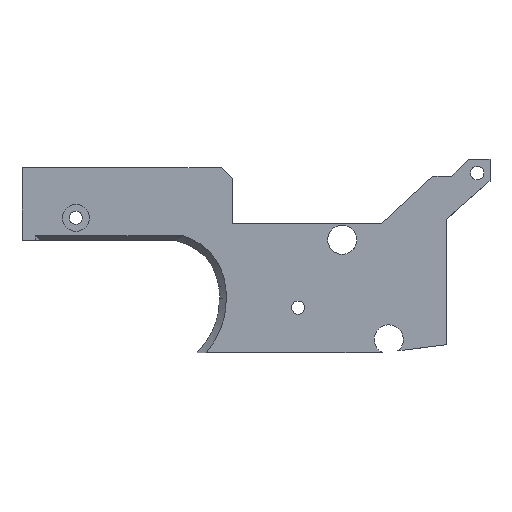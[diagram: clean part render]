
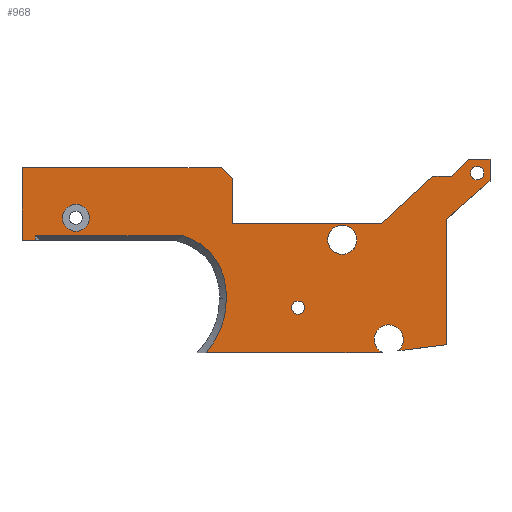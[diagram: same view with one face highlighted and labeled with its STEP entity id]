
A CAD part, top view. The second image highlights one B-rep face of the part: STEP entity #968.
In plain terms, the highlighted planar face has unit normal (0, 0, 1).
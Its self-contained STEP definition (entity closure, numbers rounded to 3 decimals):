
#20=FACE_BOUND('',#140,.T.);
#21=FACE_BOUND('',#141,.T.);
#22=FACE_BOUND('',#142,.T.);
#23=FACE_BOUND('',#143,.T.);
#29=B_SPLINE_CURVE_WITH_KNOTS('',3,(#1452,#1453,#1454,#1455,#1456,#1457,
#1458,#1459,#1460,#1461),.UNSPECIFIED.,.F.,.F.,(4,2,2,2,4),(-2.021,
-1.419,-0.85,-0.395,0.),
 .UNSPECIFIED.);
#30=B_SPLINE_CURVE_WITH_KNOTS('',3,(#1465,#1466,#1467,#1468,#1469,#1470,
#1471,#1472,#1473,#1474),.UNSPECIFIED.,.F.,.F.,(4,3,3,4),(-1.199,
-0.766,-0.569,-0.003),
 .UNSPECIFIED.);
#59=CIRCLE('',#1043,14.);
#60=CIRCLE('',#1044,3.25);
#61=CIRCLE('',#1045,1.45);
#62=CIRCLE('',#1046,3.);
#63=CIRCLE('',#1047,3.25);
#64=CIRCLE('',#1048,1.5);
#86=FACE_OUTER_BOUND('',#139,.T.);
#139=EDGE_LOOP('',(#679,#680,#681,#682,#683,#684,#685,#686,#687,#688,#689,
#690,#691,#692,#693,#694,#695,#696,#697,#698,#699,#700,#701));
#140=EDGE_LOOP('',(#702));
#141=EDGE_LOOP('',(#703));
#142=EDGE_LOOP('',(#704));
#143=EDGE_LOOP('',(#705));
#195=LINE('',#1374,#299);
#197=LINE('',#1378,#301);
#201=LINE('',#1387,#305);
#213=LINE('',#1417,#317);
#216=LINE('',#1425,#320);
#221=LINE('',#1440,#325);
#222=LINE('',#1442,#326);
#223=LINE('',#1444,#327);
#224=LINE('',#1446,#328);
#225=LINE('',#1448,#329);
#226=LINE('',#1450,#330);
#227=LINE('',#1476,#331);
#228=LINE('',#1480,#332);
#229=LINE('',#1482,#333);
#230=LINE('',#1484,#334);
#231=LINE('',#1486,#335);
#232=LINE('',#1488,#336);
#233=LINE('',#1489,#337);
#234=LINE('',#1490,#338);
#299=VECTOR('',#1111,10.);
#301=VECTOR('',#1115,10.);
#305=VECTOR('',#1121,10.);
#317=VECTOR('',#1143,10.);
#320=VECTOR('',#1150,10.);
#325=VECTOR('',#1165,10.);
#326=VECTOR('',#1166,10.);
#327=VECTOR('',#1167,1000.);
#328=VECTOR('',#1168,1000.);
#329=VECTOR('',#1169,1000.);
#330=VECTOR('',#1170,1000.);
#331=VECTOR('',#1173,1000.);
#332=VECTOR('',#1176,1000.);
#333=VECTOR('',#1177,10.);
#334=VECTOR('',#1178,1000.);
#335=VECTOR('',#1179,1000.);
#336=VECTOR('',#1180,10.);
#337=VECTOR('',#1181,1000.);
#338=VECTOR('',#1182,10.);
#402=VERTEX_POINT('',#1370);
#404=VERTEX_POINT('',#1373);
#405=VERTEX_POINT('',#1377);
#408=VERTEX_POINT('',#1385);
#409=VERTEX_POINT('',#1386);
#422=VERTEX_POINT('',#1416);
#425=VERTEX_POINT('',#1424);
#430=VERTEX_POINT('',#1439);
#431=VERTEX_POINT('',#1441);
#432=VERTEX_POINT('',#1443);
#433=VERTEX_POINT('',#1445);
#434=VERTEX_POINT('',#1447);
#435=VERTEX_POINT('',#1449);
#436=VERTEX_POINT('',#1451);
#437=VERTEX_POINT('',#1462);
#438=VERTEX_POINT('',#1464);
#439=VERTEX_POINT('',#1475);
#440=VERTEX_POINT('',#1477);
#441=VERTEX_POINT('',#1479);
#442=VERTEX_POINT('',#1481);
#443=VERTEX_POINT('',#1483);
#444=VERTEX_POINT('',#1485);
#445=VERTEX_POINT('',#1487);
#446=VERTEX_POINT('',#1491);
#447=VERTEX_POINT('',#1493);
#448=VERTEX_POINT('',#1495);
#449=VERTEX_POINT('',#1497);
#496=EDGE_CURVE('',#404,#402,#195,.T.);
#498=EDGE_CURVE('',#405,#404,#197,.T.);
#502=EDGE_CURVE('',#408,#409,#201,.T.);
#517=EDGE_CURVE('',#422,#408,#213,.T.);
#521=EDGE_CURVE('',#425,#422,#216,.T.);
#529=EDGE_CURVE('',#430,#402,#221,.T.);
#530=EDGE_CURVE('',#430,#431,#222,.T.);
#531=EDGE_CURVE('',#432,#431,#223,.T.);
#532=EDGE_CURVE('',#432,#433,#224,.T.);
#533=EDGE_CURVE('',#434,#433,#225,.T.);
#534=EDGE_CURVE('',#435,#434,#226,.T.);
#535=EDGE_CURVE('',#436,#435,#29,.F.);
#536=EDGE_CURVE('',#437,#436,#59,.T.);
#537=EDGE_CURVE('',#438,#437,#30,.T.);
#538=EDGE_CURVE('',#438,#439,#227,.T.);
#539=EDGE_CURVE('',#440,#439,#60,.T.);
#540=EDGE_CURVE('',#441,#440,#228,.T.);
#541=EDGE_CURVE('',#441,#442,#229,.T.);
#542=EDGE_CURVE('',#442,#443,#230,.T.);
#543=EDGE_CURVE('',#443,#444,#231,.T.);
#544=EDGE_CURVE('',#444,#445,#232,.T.);
#545=EDGE_CURVE('',#445,#425,#233,.T.);
#546=EDGE_CURVE('',#409,#405,#234,.T.);
#547=EDGE_CURVE('',#446,#446,#61,.T.);
#548=EDGE_CURVE('',#447,#447,#62,.T.);
#549=EDGE_CURVE('',#448,#448,#63,.T.);
#550=EDGE_CURVE('',#449,#449,#64,.T.);
#679=ORIENTED_EDGE('',*,*,#496,.T.);
#680=ORIENTED_EDGE('',*,*,#529,.F.);
#681=ORIENTED_EDGE('',*,*,#530,.T.);
#682=ORIENTED_EDGE('',*,*,#531,.F.);
#683=ORIENTED_EDGE('',*,*,#532,.T.);
#684=ORIENTED_EDGE('',*,*,#533,.F.);
#685=ORIENTED_EDGE('',*,*,#534,.F.);
#686=ORIENTED_EDGE('',*,*,#535,.F.);
#687=ORIENTED_EDGE('',*,*,#536,.F.);
#688=ORIENTED_EDGE('',*,*,#537,.F.);
#689=ORIENTED_EDGE('',*,*,#538,.T.);
#690=ORIENTED_EDGE('',*,*,#539,.F.);
#691=ORIENTED_EDGE('',*,*,#540,.F.);
#692=ORIENTED_EDGE('',*,*,#541,.T.);
#693=ORIENTED_EDGE('',*,*,#542,.T.);
#694=ORIENTED_EDGE('',*,*,#543,.T.);
#695=ORIENTED_EDGE('',*,*,#544,.T.);
#696=ORIENTED_EDGE('',*,*,#545,.T.);
#697=ORIENTED_EDGE('',*,*,#521,.T.);
#698=ORIENTED_EDGE('',*,*,#517,.T.);
#699=ORIENTED_EDGE('',*,*,#502,.T.);
#700=ORIENTED_EDGE('',*,*,#546,.T.);
#701=ORIENTED_EDGE('',*,*,#498,.T.);
#702=ORIENTED_EDGE('',*,*,#547,.F.);
#703=ORIENTED_EDGE('',*,*,#548,.T.);
#704=ORIENTED_EDGE('',*,*,#549,.F.);
#705=ORIENTED_EDGE('',*,*,#550,.T.);
#930=PLANE('',#1042);
#968=ADVANCED_FACE('',(#86,#20,#21,#22,#23),#930,.T.);
#1042=AXIS2_PLACEMENT_3D('',#1438,#1163,#1164);
#1043=AXIS2_PLACEMENT_3D('',#1463,#1171,#1172);
#1044=AXIS2_PLACEMENT_3D('',#1478,#1174,#1175);
#1045=AXIS2_PLACEMENT_3D('',#1492,#1183,#1184);
#1046=AXIS2_PLACEMENT_3D('',#1494,#1185,#1186);
#1047=AXIS2_PLACEMENT_3D('',#1496,#1187,#1188);
#1048=AXIS2_PLACEMENT_3D('',#1498,#1189,#1190);
#1111=DIRECTION('',(-0.707,0.707,0.));
#1115=DIRECTION('',(0.,1.,0.));
#1121=DIRECTION('',(-0.736,-0.677,0.));
#1143=DIRECTION('',(-1.,0.,0.));
#1150=DIRECTION('',(-0.719,-0.695,0.));
#1163=DIRECTION('center_axis',(0.,0.,1.));
#1164=DIRECTION('ref_axis',(1.,0.,0.));
#1165=DIRECTION('',(1.,0.,0.));
#1166=DIRECTION('',(-1.,0.,0.));
#1167=DIRECTION('',(0.,1.,0.));
#1168=DIRECTION('',(1.,0.,0.));
#1169=DIRECTION('',(0.,-1.,0.));
#1170=DIRECTION('',(-1.,0.,0.));
#1171=DIRECTION('center_axis',(0.,0.,1.));
#1172=DIRECTION('ref_axis',(0.,1.,0.));
#1173=DIRECTION('',(1.,0.,0.));
#1174=DIRECTION('center_axis',(0.,0.,1.));
#1175=DIRECTION('ref_axis',(1.,0.,0.));
#1176=DIRECTION('',(-0.992,-0.126,0.));
#1177=DIRECTION('',(0.,1.,0.));
#1178=DIRECTION('',(0.751,0.66,0.));
#1179=DIRECTION('',(0.,1.,0.));
#1180=DIRECTION('',(-1.,0.,0.));
#1181=DIRECTION('',(-0.707,-0.707,0.));
#1182=DIRECTION('',(-1.,0.,0.));
#1183=DIRECTION('center_axis',(0.,0.,1.));
#1184=DIRECTION('ref_axis',(1.,0.,0.));
#1185=DIRECTION('center_axis',(0.,0.,-1.));
#1186=DIRECTION('ref_axis',(1.,0.,0.));
#1187=DIRECTION('center_axis',(0.,0.,1.));
#1188=DIRECTION('ref_axis',(1.,0.,0.));
#1189=DIRECTION('center_axis',(0.,0.,-1.));
#1190=DIRECTION('ref_axis',(-1.,0.,0.));
#1370=CARTESIAN_POINT('',(45.337,16.18,12.));
#1373=CARTESIAN_POINT('',(47.837,13.68,12.));
#1374=CARTESIAN_POINT('',(51.61,9.907,12.));
#1377=CARTESIAN_POINT('',(47.837,3.701,12.));
#1378=CARTESIAN_POINT('',(47.837,0.601,12.));
#1385=CARTESIAN_POINT('',(92.5,14.26,12.));
#1386=CARTESIAN_POINT('',(81.007,3.701,12.));
#1387=CARTESIAN_POINT('',(70.174,-6.252,12.));
#1416=CARTESIAN_POINT('',(96.696,14.26,12.));
#1417=CARTESIAN_POINT('',(69.625,14.26,12.));
#1424=CARTESIAN_POINT('',(98.68,16.18,12.));
#1425=CARTESIAN_POINT('',(80.108,-1.792,12.));
#1438=CARTESIAN_POINT('Origin',(46.75,-2.5,12.));
#1439=CARTESIAN_POINT('',(2.96,16.18,12.));
#1440=CARTESIAN_POINT('',(48.481,16.18,12.));
#1441=CARTESIAN_POINT('',(1.,16.18,12.));
#1442=CARTESIAN_POINT('',(20.434,16.18,12.));
#1443=CARTESIAN_POINT('',(1.,0.,12.));
#1444=CARTESIAN_POINT('',(1.,-29.,12.));
#1445=CARTESIAN_POINT('',(4.,0.,12.));
#1446=CARTESIAN_POINT('',(24.875,0.,12.));
#1447=CARTESIAN_POINT('',(4.,1.,12.));
#1448=CARTESIAN_POINT('',(4.,0.,12.));
#1449=CARTESIAN_POINT('',(36.936,1.,12.));
#1450=CARTESIAN_POINT('',(40.88,1.,12.));
#1451=CARTESIAN_POINT('',(46.304,-10.109,12.));
#1452=CARTESIAN_POINT('Ctrl Pts',(36.936,1.,12.));
#1453=CARTESIAN_POINT('Ctrl Pts',(38.192,0.578,12.));
#1454=CARTESIAN_POINT('Ctrl Pts',(39.405,0.026,12.));
#1455=CARTESIAN_POINT('Ctrl Pts',(41.576,-1.37,12.));
#1456=CARTESIAN_POINT('Ctrl Pts',(42.514,-2.176,12.));
#1457=CARTESIAN_POINT('Ctrl Pts',(43.97,-3.893,12.));
#1458=CARTESIAN_POINT('Ctrl Pts',(44.684,-4.915,12.));
#1459=CARTESIAN_POINT('Ctrl Pts',(45.79,-7.523,12.));
#1460=CARTESIAN_POINT('Ctrl Pts',(46.118,-8.805,12.));
#1461=CARTESIAN_POINT('Ctrl Pts',(46.304,-10.109,12.));
#1462=CARTESIAN_POINT('',(46.5,-13.03,12.));
#1463=CARTESIAN_POINT('Origin',(32.51,-12.5,12.));
#1464=CARTESIAN_POINT('',(42.05,-25.,12.));
#1465=CARTESIAN_POINT('Ctrl Pts',(42.051,-25.,12.));
#1466=CARTESIAN_POINT('Ctrl Pts',(43.112,-23.778,12.));
#1467=CARTESIAN_POINT('Ctrl Pts',(43.991,-22.468,12.));
#1468=CARTESIAN_POINT('Ctrl Pts',(44.679,-21.077,12.));
#1469=CARTESIAN_POINT('Ctrl Pts',(44.992,-20.444,12.));
#1470=CARTESIAN_POINT('Ctrl Pts',(45.265,-19.793,12.));
#1471=CARTESIAN_POINT('Ctrl Pts',(45.498,-19.127,12.));
#1472=CARTESIAN_POINT('Ctrl Pts',(46.165,-17.215,12.));
#1473=CARTESIAN_POINT('Ctrl Pts',(46.497,-15.172,12.));
#1474=CARTESIAN_POINT('Ctrl Pts',(46.5,-13.03,12.));
#1475=CARTESIAN_POINT('',(81.233,-25.,12.));
#1476=CARTESIAN_POINT('',(5.,-25.,12.));
#1477=CARTESIAN_POINT('',(84.741,-24.629,12.));
#1478=CARTESIAN_POINT('Origin',(82.7,-22.1,12.));
#1479=CARTESIAN_POINT('',(95.6,-23.245,12.));
#1480=CARTESIAN_POINT('',(50.133,-29.04,12.));
#1481=CARTESIAN_POINT('',(95.6,4.723,12.));
#1482=CARTESIAN_POINT('',(95.6,-23.245,12.));
#1483=CARTESIAN_POINT('',(105.248,13.198,12.));
#1484=CARTESIAN_POINT('',(92.5,2.,12.));
#1485=CARTESIAN_POINT('',(105.248,17.998,12.));
#1486=CARTESIAN_POINT('',(105.248,19.998,12.));
#1487=CARTESIAN_POINT('',(100.498,17.998,12.));
#1488=CARTESIAN_POINT('',(75.999,17.998,12.));
#1489=CARTESIAN_POINT('',(98.68,16.18,12.));
#1490=CARTESIAN_POINT('',(55.544,3.701,12.));
#1491=CARTESIAN_POINT('',(61.05,-15.,12.));
#1492=CARTESIAN_POINT('Origin',(62.5,-15.,12.));
#1493=CARTESIAN_POINT('',(10.,5.,12.));
#1494=CARTESIAN_POINT('Origin',(13.,5.,12.));
#1495=CARTESIAN_POINT('',(75.58,0.1,12.));
#1496=CARTESIAN_POINT('Origin',(72.33,0.1,12.));
#1497=CARTESIAN_POINT('',(103.898,14.957,12.));
#1498=CARTESIAN_POINT('Origin',(102.398,14.957,12.));
